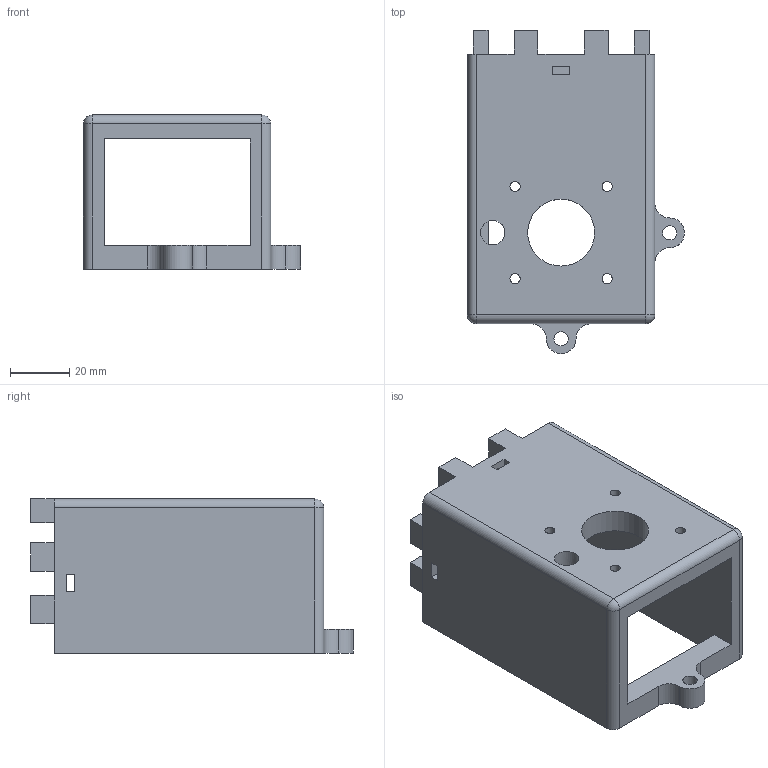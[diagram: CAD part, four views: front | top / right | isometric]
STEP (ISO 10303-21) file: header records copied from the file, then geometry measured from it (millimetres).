
FILE_DESCRIPTION(('FreeCAD Model'),'2;1');
FILE_NAME('Z-Axis-CaseLeft.step', '2020-08-11T22:22:42',(''),(''),'Open CASCADE STEP processor 7.3', 'FreeCAD','Unknown');
FILE_SCHEMA(('CONFIG_CONTROL_DESIGN','SHAPE_APPEARANCE_LAYER_MIM'));
Length unit declared in the file: millimetre
Products named in the file (1): Z-Axis-CaseLeft
Bounding box: 73 x 108.6 x 51.85 mm (x, y, z)
Volume: 106323.5 mm3; surface area: 36293.3 mm2
Topology: 1 solids, 1 shells, 83 faces, 245 edges, 159 vertices
Faces by surface type: plane 53, cylinder 25, cone 3, sphere 2
Full cylindrical faces by diameter (mm): 3.4 x10, 4.8 x2, 8.2 x1, 22.5 x1
Entity records: 2833 total; most frequent: CARTESIAN_POINT 483, ORIENTED_EDGE 480, DIRECTION 460, EDGE_CURVE 240, LINE 188, VECTOR 188, VERTEX_POINT 159, AXIS2_PLACEMENT_3D 136
